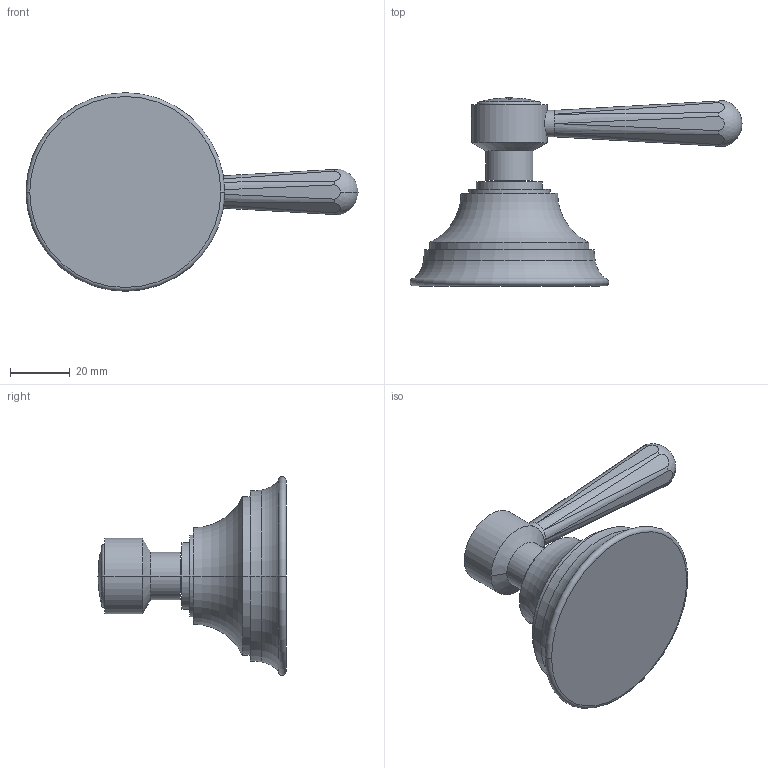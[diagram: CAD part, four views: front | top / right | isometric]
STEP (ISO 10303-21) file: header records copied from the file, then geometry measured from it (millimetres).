
FILE_DESCRIPTION((''),'2;1');
FILE_NAME('3-280LA','2021-01-01T13:54:12',('jinson.thomas'),(''),'CREO PARAMETRIC BY PTC INC, 2018400','CREO PARAMETRIC BY PTC INC, 2018400','');
FILE_SCHEMA(('CONFIG_CONTROL_DESIGN'));
Length unit declared in the file: inch
Products named in the file (1): 3-280LA
Bounding box: 111.43 x 63.12 x 66.67 mm (x, y, z)
Volume: 79335.9 mm3; surface area: 15512.8 mm2
Topology: 1 solids, 1 shells, 77 faces, 186 edges, 114 vertices
Faces by surface type: plane 26, cylinder 23, torus 10, bspline 8, sphere 8, cone 2
Entity records: 2765 total; most frequent: CARTESIAN_POINT 948, DIRECTION 386, ORIENTED_EDGE 364, EDGE_CURVE 182, AXIS2_PLACEMENT_3D 167, VERTEX_POINT 114, CIRCLE 98, EDGE_LOOP 84
